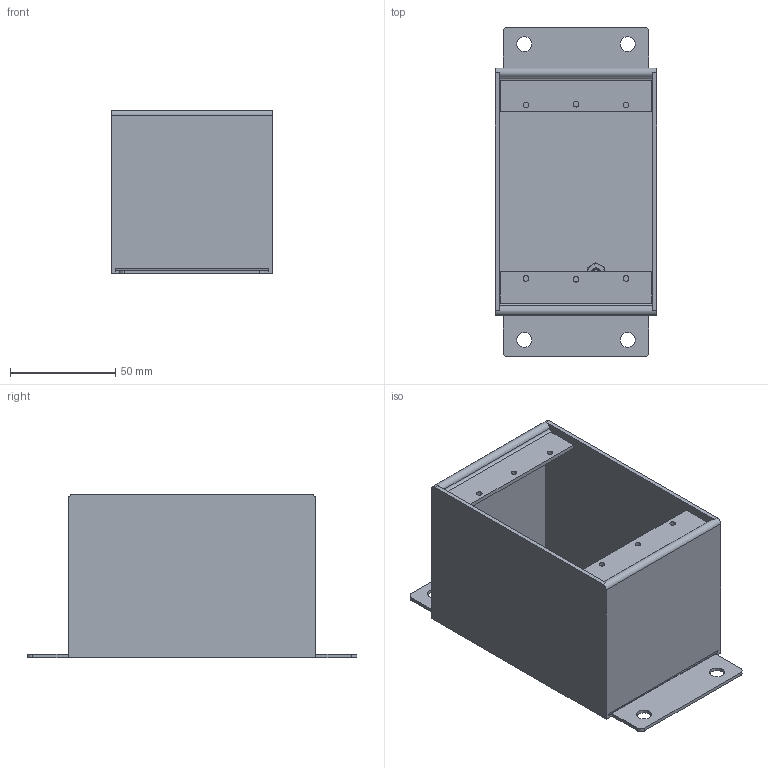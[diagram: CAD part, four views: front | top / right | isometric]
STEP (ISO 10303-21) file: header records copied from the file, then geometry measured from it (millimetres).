
FILE_DESCRIPTION (( 'STEP AP214' ), '1' );
FILE_NAME ('CATSTD-FDSS1-000-M01.STEP', '2020-01-20T14:21:17', ( '' ), ( '' ), 'SwSTEP 2.0', 'SolidWorks 2017', '' );
FILE_SCHEMA (( 'AUTOMOTIVE_DESIGN' ));
Length unit declared in the file: inch
Products named in the file (2): CATSTD-FDSS1-000-M01
Bounding box: 77.09 x 156.97 x 77.72 mm (x, y, z)
Volume: 82170 mm3; surface area: 89117.6 mm2
Topology: 3 solids, 3 shells, 107 faces, 290 edges, 188 vertices
Faces by surface type: plane 54, cylinder 35, cone 16, bspline 2
Full cylindrical faces by diameter (mm): 2.718 x6, 3.306 x3, 4.166 x4, 7.112 x4
Entity records: 6287 total; most frequent: CARTESIAN_POINT 2336, DIRECTION 523, ORIENTED_EDGE 490, EDGE_CURVE 245, AXIS2_PLACEMENT_3D 191, VERTEX_POINT 170, EDGE_LOOP 157, VECTOR 141
